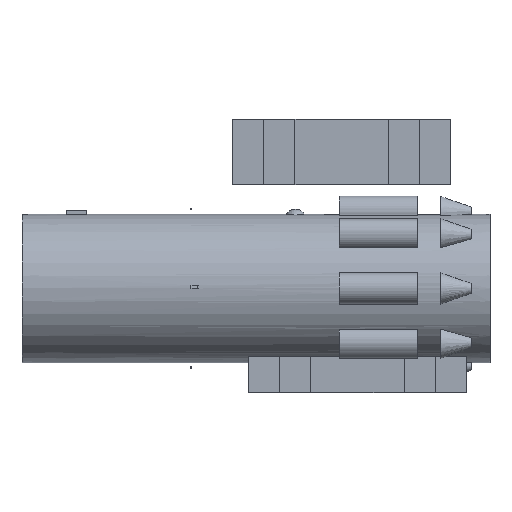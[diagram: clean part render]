
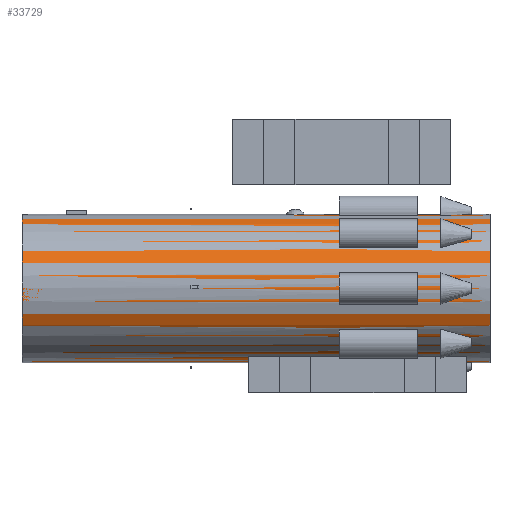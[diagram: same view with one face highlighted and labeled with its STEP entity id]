
A CAD part, top view. The second image highlights one B-rep face of the part: STEP entity #33729.
In plain terms, the highlighted cylindrical face has radius 2.85e+06 mm (diameter 5.7e+06 mm), a full revolution.
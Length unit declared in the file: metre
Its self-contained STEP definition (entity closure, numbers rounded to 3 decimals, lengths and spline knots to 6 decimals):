
#33610 = PLANE('',#33611);
#33611 = AXIS2_PLACEMENT_3D('',#33612,#33613,#33614);
#33612 = CARTESIAN_POINT('',(18000.,0.,0.));
#33613 = DIRECTION('',(1.,0.,0.));
#33614 = DIRECTION('',(0.,0.,-1.));
#33663 = EDGE_CURVE('',#33664,#33664,#33666,.T.);
#33664 = VERTEX_POINT('',#33665);
#33665 = CARTESIAN_POINT('',(18000.,0.,-2850.));
#33666 = SURFACE_CURVE('',#33667,(#33672,#33679),.PCURVE_S1.);
#33667 = CIRCLE('',#33668,2850.);
#33668 = AXIS2_PLACEMENT_3D('',#33669,#33670,#33671);
#33669 = CARTESIAN_POINT('',(18000.,0.,0.));
#33670 = DIRECTION('',(1.,0.,0.));
#33671 = DIRECTION('',(0.,0.,-1.));
#33672 = PCURVE('',#33610,#33673);
#33673 = DEFINITIONAL_REPRESENTATION('',(#33674),#33678);
#33674 = CIRCLE('',#33675,2850.);
#33675 = AXIS2_PLACEMENT_2D('',#33676,#33677);
#33676 = CARTESIAN_POINT('',(0.,0.));
#33677 = DIRECTION('',(1.,0.));
#33678 = ( GEOMETRIC_REPRESENTATION_CONTEXT(2) 
PARAMETRIC_REPRESENTATION_CONTEXT() REPRESENTATION_CONTEXT('2D SPACE',''
  ) );
#33679 = PCURVE('',#33680,#33685);
#33680 = CYLINDRICAL_SURFACE('',#33681,2850.);
#33681 = AXIS2_PLACEMENT_3D('',#33682,#33683,#33684);
#33682 = CARTESIAN_POINT('',(0.,0.,0.));
#33683 = DIRECTION('',(1.,0.,0.));
#33684 = DIRECTION('',(0.,0.,-1.));
#33685 = DEFINITIONAL_REPRESENTATION('',(#33686),#33690);
#33686 = LINE('',#33687,#33688);
#33687 = CARTESIAN_POINT('',(0.,18000.));
#33688 = VECTOR('',#33689,1.);
#33689 = DIRECTION('',(1.,0.));
#33690 = ( GEOMETRIC_REPRESENTATION_CONTEXT(2) 
PARAMETRIC_REPRESENTATION_CONTEXT() REPRESENTATION_CONTEXT('2D SPACE',''
  ) );
#33729 = ADVANCED_FACE('',(#33730),#33680,.T.);
#33730 = FACE_BOUND('',#33731,.T.);
#33731 = EDGE_LOOP('',(#33732,#33733,#33756,#33783));
#33732 = ORIENTED_EDGE('',*,*,#33663,.F.);
#33733 = ORIENTED_EDGE('',*,*,#33734,.F.);
#33734 = EDGE_CURVE('',#33735,#33664,#33737,.T.);
#33735 = VERTEX_POINT('',#33736);
#33736 = CARTESIAN_POINT('',(0.,0.,
    -2850.));
#33737 = SEAM_CURVE('',#33738,(#33742,#33749),.PCURVE_S1.);
#33738 = LINE('',#33739,#33740);
#33739 = CARTESIAN_POINT('',(0.,0.,
    -2850.));
#33740 = VECTOR('',#33741,1.);
#33741 = DIRECTION('',(1.,0.,0.));
#33742 = PCURVE('',#33680,#33743);
#33743 = DEFINITIONAL_REPRESENTATION('',(#33744),#33748);
#33744 = LINE('',#33745,#33746);
#33745 = CARTESIAN_POINT('',(6.283,-0.));
#33746 = VECTOR('',#33747,1.);
#33747 = DIRECTION('',(0.,1.));
#33748 = ( GEOMETRIC_REPRESENTATION_CONTEXT(2) 
PARAMETRIC_REPRESENTATION_CONTEXT() REPRESENTATION_CONTEXT('2D SPACE',''
  ) );
#33749 = PCURVE('',#33680,#33750);
#33750 = DEFINITIONAL_REPRESENTATION('',(#33751),#33755);
#33751 = LINE('',#33752,#33753);
#33752 = CARTESIAN_POINT('',(0.,-0.));
#33753 = VECTOR('',#33754,1.);
#33754 = DIRECTION('',(0.,1.));
#33755 = ( GEOMETRIC_REPRESENTATION_CONTEXT(2) 
PARAMETRIC_REPRESENTATION_CONTEXT() REPRESENTATION_CONTEXT('2D SPACE',''
  ) );
#33756 = ORIENTED_EDGE('',*,*,#33757,.T.);
#33757 = EDGE_CURVE('',#33735,#33735,#33758,.T.);
#33758 = SURFACE_CURVE('',#33759,(#33764,#33771),.PCURVE_S1.);
#33759 = CIRCLE('',#33760,2850.);
#33760 = AXIS2_PLACEMENT_3D('',#33761,#33762,#33763);
#33761 = CARTESIAN_POINT('',(0.,0.,0.));
#33762 = DIRECTION('',(1.,0.,0.));
#33763 = DIRECTION('',(0.,0.,-1.));
#33764 = PCURVE('',#33680,#33765);
#33765 = DEFINITIONAL_REPRESENTATION('',(#33766),#33770);
#33766 = LINE('',#33767,#33768);
#33767 = CARTESIAN_POINT('',(0.,0.));
#33768 = VECTOR('',#33769,1.);
#33769 = DIRECTION('',(1.,0.));
#33770 = ( GEOMETRIC_REPRESENTATION_CONTEXT(2) 
PARAMETRIC_REPRESENTATION_CONTEXT() REPRESENTATION_CONTEXT('2D SPACE',''
  ) );
#33771 = PCURVE('',#33772,#33777);
#33772 = PLANE('',#33773);
#33773 = AXIS2_PLACEMENT_3D('',#33774,#33775,#33776);
#33774 = CARTESIAN_POINT('',(0.,0.,0.));
#33775 = DIRECTION('',(1.,0.,0.));
#33776 = DIRECTION('',(0.,0.,-1.));
#33777 = DEFINITIONAL_REPRESENTATION('',(#33778),#33782);
#33778 = CIRCLE('',#33779,2850.);
#33779 = AXIS2_PLACEMENT_2D('',#33780,#33781);
#33780 = CARTESIAN_POINT('',(0.,0.));
#33781 = DIRECTION('',(1.,0.));
#33782 = ( GEOMETRIC_REPRESENTATION_CONTEXT(2) 
PARAMETRIC_REPRESENTATION_CONTEXT() REPRESENTATION_CONTEXT('2D SPACE',''
  ) );
#33783 = ORIENTED_EDGE('',*,*,#33734,.T.);
